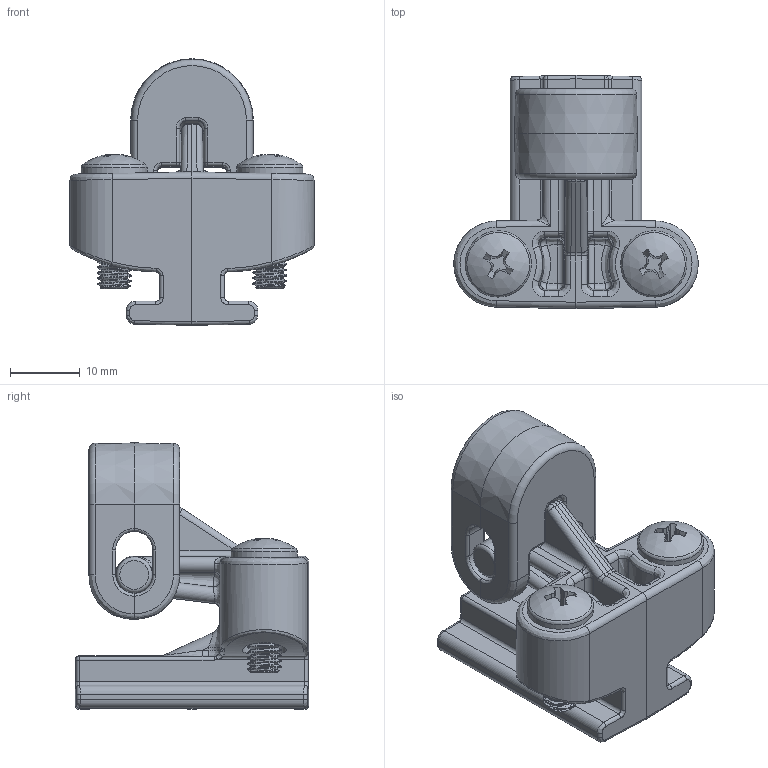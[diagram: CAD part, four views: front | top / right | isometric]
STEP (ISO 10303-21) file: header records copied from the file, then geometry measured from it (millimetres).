
FILE_DESCRIPTION(/* description */ (''),/* implementation_level */ '2;1');
FILE_NAME(/* name */ 'HW-PSPMK.stp',/* time_stamp */ '2014-03-24T13:57:10-05:00',/* author */ ('jtigges'),/* organization */ (''),/* preprocessor_version */ 'ST-DEVELOPER v15.2',/* originating_system */ 'Autodesk Inventor 2014',/* authorisation */ '');
FILE_SCHEMA (('AUTOMOTIVE_DESIGN { 1 0 10303 214 3 1 1 }'));
Length unit declared in the file: inch
Products named in the file (1): PCSPMK
Bounding box: 34.91 x 33.34 x 38.1 mm (x, y, z)
Volume: 12249.9 mm3; surface area: 9182.3 mm2
Topology: 7 solids, 7 shells, 532 faces, 1641 edges, 1122 vertices
Faces by surface type: cylinder 206, bspline 152, plane 121, sphere 22, cone 19, torus 12
Full cylindrical faces by diameter (mm): 3.962 x3, 6.35 x3, 6.655 x3, 9.474 x2
Entity records: 31553 total; most frequent: CARTESIAN_POINT 18715, ORIENTED_EDGE 3224, DIRECTION 2236, EDGE_CURVE 1612, VERTEX_POINT 1115, AXIS2_PLACEMENT_3D 897, EDGE_LOOP 567, FACE_OUTER_BOUND 532
